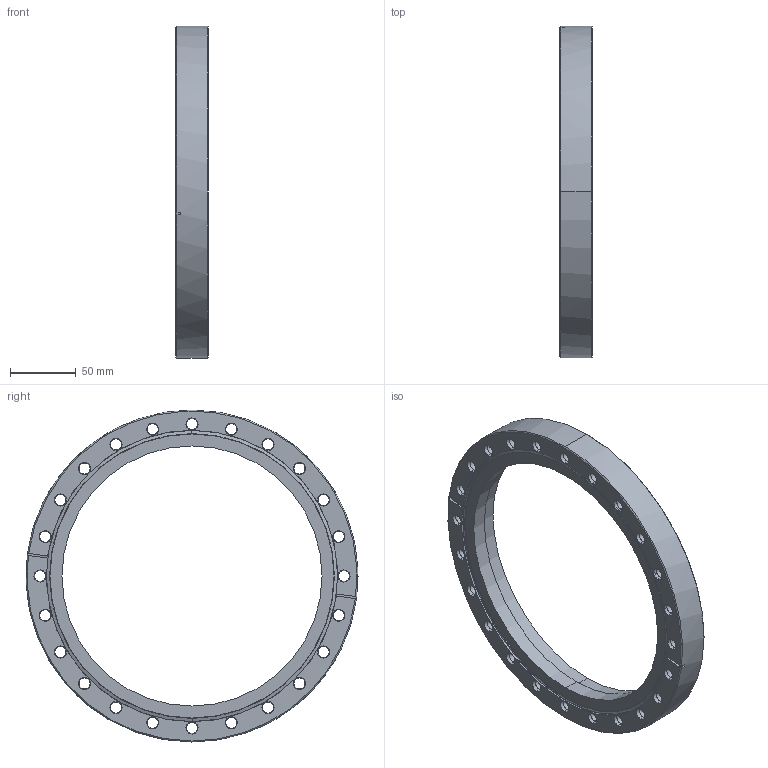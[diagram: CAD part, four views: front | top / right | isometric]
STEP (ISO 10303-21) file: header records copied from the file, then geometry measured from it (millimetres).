
FILE_DESCRIPTION (( 'STEP AP214' ), '1' );
FILE_NAME ('110033.STEP', '2024-02-07T03:36:43', ( '' ), ( '' ), 'SwSTEP 2.0', 'SolidWorks 2022', '' );
FILE_SCHEMA (( 'AUTOMOTIVE_DESIGN' ));
Length unit declared in the file: inch
Products named in the file (1): 110033
Bounding box: 24.64 x 253.24 x 253.24 mm (x, y, z)
Volume: 414911.3 mm3; surface area: 86827.9 mm2
Topology: 1 solids, 1 shells, 180 faces, 420 edges, 243 vertices
Faces by surface type: cone 103, cylinder 60, plane 9, torus 8
Entity records: 5265 total; most frequent: DIRECTION 1015, CARTESIAN_POINT 868, ORIENTED_EDGE 840, AXIS2_PLACEMENT_3D 422, EDGE_CURVE 420, VERTEX_POINT 243, CIRCLE 241, EDGE_LOOP 231
